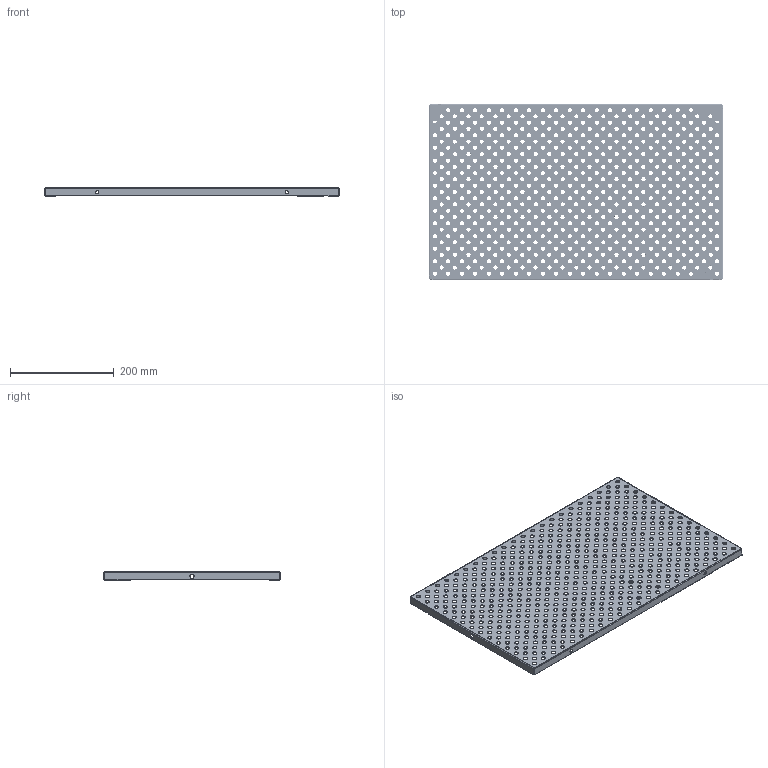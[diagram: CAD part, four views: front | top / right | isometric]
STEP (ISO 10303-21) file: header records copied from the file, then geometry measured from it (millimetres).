
FILE_DESCRIPTION (( 'STEP AP203' ), '1' );
FILE_NAME ('1711.STEP', '2023-06-14T10:32:05', ( '' ), ( '' ), 'SwSTEP 2.0', 'SolidWorks 2022', '' );
FILE_SCHEMA (( 'CONFIG_CONTROL_DESIGN' ));
Length unit declared in the file: mil
Products named in the file (1): 1711
Bounding box: 568 x 339.95 x 16.2 mm (x, y, z)
Volume: 115576.7 mm3; surface area: 395639.4 mm2
Topology: 1 solids, 1 shells, 1335 faces, 3941 edges, 2608 vertices
Faces by surface type: bspline 1335
Entity records: 71813 total; most frequent: CARTESIAN_POINT 48046, ORIENTED_EDGE 7882, EDGE_CURVE 3941, B_SPLINE_CURVE_WITH_KNOTS 2711, VERTEX_POINT 2608, EDGE_LOOP 2541, ADVANCED_FACE 1335, FACE_OUTER_BOUND 1335
